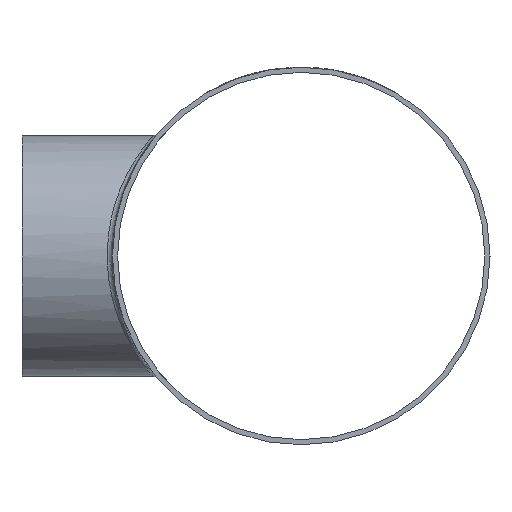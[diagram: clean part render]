
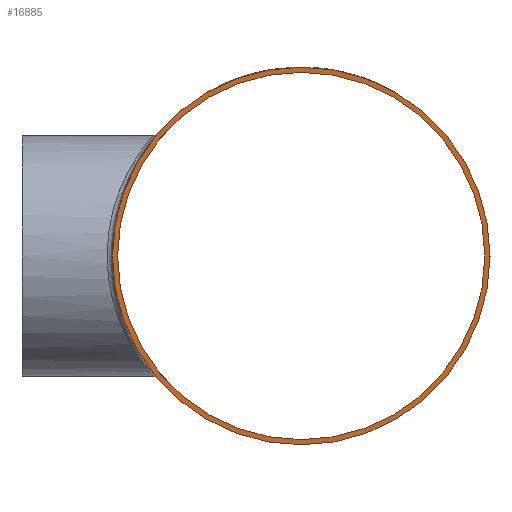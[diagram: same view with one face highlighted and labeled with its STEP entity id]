
A CAD part, left-side view. The second image highlights one B-rep face of the part: STEP entity #16885.
In plain terms, the highlighted planar face has unit normal (-1, 0, 0).
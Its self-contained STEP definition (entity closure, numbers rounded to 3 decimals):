
#62 = AXIS2_PLACEMENT_3D ( 'NONE', #6396, #13882, #2616 ) ;
#271 = DIRECTION ( 'NONE',  ( 0., 0., 1. ) ) ;
#386 = ORIENTED_EDGE ( 'NONE', *, *, #9833, .F. ) ;
#2360 = AXIS2_PLACEMENT_3D ( 'NONE', #15965, #6768, #16210 ) ;
#2616 = DIRECTION ( 'NONE',  ( 0., 0., 1. ) ) ;
#6111 = CARTESIAN_POINT ( 'NONE',  ( -178., 0., 0. ) ) ;
#6396 = CARTESIAN_POINT ( 'NONE',  ( -178., 0., 0. ) ) ;
#6768 = DIRECTION ( 'NONE',  ( -1., 0., 0. ) ) ;
#7557 = CARTESIAN_POINT ( 'NONE',  ( -178., 0., 109.55 ) ) ;
#9021 = ORIENTED_EDGE ( 'NONE', *, *, #20617, .T. ) ;
#9136 = CIRCLE ( 'NONE', #2360, 109.55 ) ;
#9646 = DIRECTION ( 'NONE',  ( -1., 0., 0. ) ) ;
#9764 = CARTESIAN_POINT ( 'NONE',  ( -178., 0., 106.55 ) ) ;
#9833 = EDGE_CURVE ( 'NONE', #17750, #17750, #23986, .T. ) ;
#10078 = VERTEX_POINT ( 'NONE', #7557 ) ;
#12613 = AXIS2_PLACEMENT_3D ( 'NONE', #6111, #9646, #271 ) ;
#13542 = EDGE_LOOP ( 'NONE', ( #386 ) ) ;
#13882 = DIRECTION ( 'NONE',  ( -1., 0., 0. ) ) ;
#15965 = CARTESIAN_POINT ( 'NONE',  ( -178., 0., 0. ) ) ;
#16210 = DIRECTION ( 'NONE',  ( 0., 0., 1. ) ) ;
#16885 = ADVANCED_FACE ( 'NONE', ( #22237, #20745 ), #23608, .T. ) ;
#17750 = VERTEX_POINT ( 'NONE', #9764 ) ;
#18716 = EDGE_LOOP ( 'NONE', ( #9021 ) ) ;
#20617 = EDGE_CURVE ( 'NONE', #10078, #10078, #9136, .T. ) ;
#20745 = FACE_OUTER_BOUND ( 'NONE', #18716, .T. ) ;
#22237 = FACE_BOUND ( 'NONE', #13542, .T. ) ;
#23608 = PLANE ( 'NONE',  #62 ) ;
#23986 = CIRCLE ( 'NONE', #12613, 106.55 ) ;
